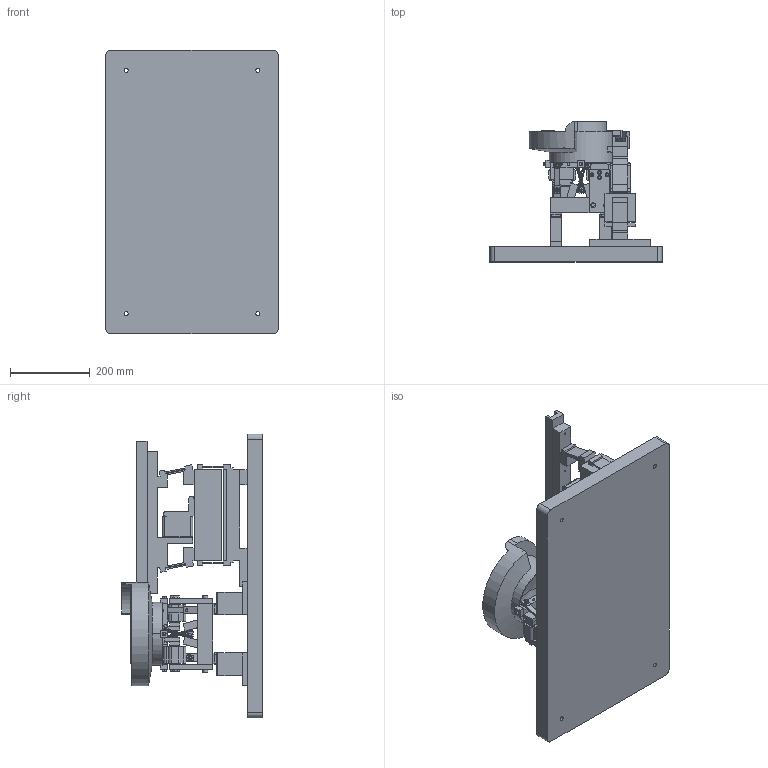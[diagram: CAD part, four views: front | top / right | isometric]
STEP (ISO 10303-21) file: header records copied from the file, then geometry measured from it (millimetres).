
FILE_DESCRIPTION (( 'STEP AP214' ), '1' );
FILE_NAME ('6 IN CW-001.STEP', '2025-08-19T17:06:58', ( '' ), ( '' ), 'SwSTEP 2.0', 'SolidWorks 2023', '' );
FILE_SCHEMA (( 'AUTOMOTIVE_DESIGN' ));
Length unit declared in the file: inch
Products named in the file (15): 6 IN CW-002; GENERIC INLINE TRACK; HFC INLINE LOGO 6-10; 6 IN CW return Pan; HFC LOGO 6-10; 6 IN CW basic; SMALL BOWL RISERSLDASM; SMALL BOWL RISER STANDARD FOOT; 6 IN CW bowl assy; NEW CAD-005 6_ 8_10; SMALL BOWL RISER; 6 IN CW discharge; 6 IN CW-001; 6 cw base drive; S-2 DRIVE 2-28-23
Assembly tree (17 placements, depth 4):
  6 IN CW-001
    NEW CAD-005 6_ 8_10
    S-2 DRIVE 2-28-23
    GENERIC INLINE TRACK
    SMALL BOWL RISERSLDASM  x4
      SMALL BOWL RISER
      SMALL BOWL RISER STANDARD FOOT
    HFC LOGO 6-10
    HFC INLINE LOGO 6-10
    6 IN CW-002
      6 cw base drive
      6 IN CW bowl assy
        6 IN CW basic
        6 IN CW return Pan
        6 IN CW discharge
Bounding box: 431.8 x 352.42 x 711.2 mm (x, y, z)
Volume: 17159877.5 mm3; surface area: 1699309.1 mm2
Topology: 145 solids, 145 shells, 1833 faces, 4475 edges, 2958 vertices
Faces by surface type: plane 1155, cylinder 458, bspline 198, cone 22
Entity records: 66008 total; most frequent: CARTESIAN_POINT 22425, ORIENTED_EDGE 8634, DIRECTION 7926, EDGE_CURVE 4317, LINE 3012, VECTOR 3012, VERTEX_POINT 2868, AXIS2_PLACEMENT_3D 2457
